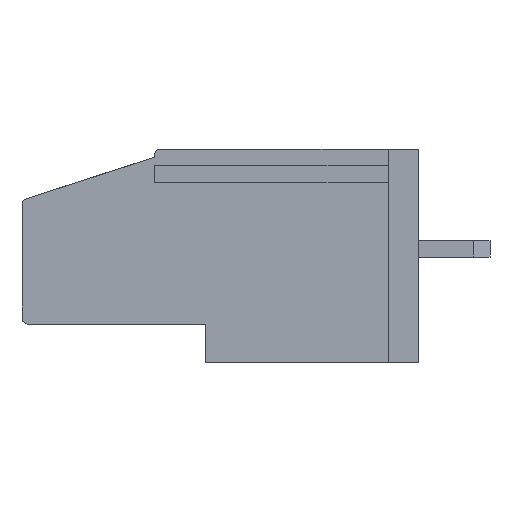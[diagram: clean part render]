
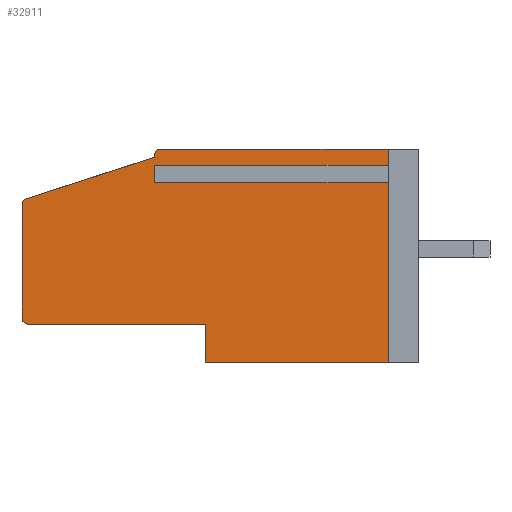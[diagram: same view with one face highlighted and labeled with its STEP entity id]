
A CAD part, left-side view. The second image highlights one B-rep face of the part: STEP entity #32911.
In plain terms, the highlighted planar face has unit normal (-1, 0, 0).
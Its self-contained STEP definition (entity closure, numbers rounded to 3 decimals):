
#4 = DIRECTION ( 'NONE',  ( 0., 0., -1. ) ) ;
#288 = CARTESIAN_POINT ( 'NONE',  ( 0., 10.5, 0. ) ) ;
#291 = CARTESIAN_POINT ( 'NONE',  ( 0., 13., 9.098 ) ) ;
#653 = VERTEX_POINT ( 'NONE', #23158 ) ;
#774 = LINE ( 'NONE', #19264, #5915 ) ;
#837 = VECTOR ( 'NONE', #30990, 1000. ) ;
#1277 = VERTEX_POINT ( 'NONE', #17523 ) ;
#1399 = DIRECTION ( 'NONE',  ( 0., 0., 1. ) ) ;
#1884 = CARTESIAN_POINT ( 'NONE',  ( 0., 19.2, 2.2 ) ) ;
#2419 = CARTESIAN_POINT ( 'NONE',  ( 0., 19.2, 7.782 ) ) ;
#2507 = EDGE_CURVE ( 'NONE', #653, #10975, #23195, .T. ) ;
#2968 = CARTESIAN_POINT ( 'NONE',  ( 0., 19.292, 8.067 ) ) ;
#3128 = AXIS2_PLACEMENT_3D ( 'NONE', #10166, #7688, #20883 ) ;
#3208 = LINE ( 'NONE', #3734, #6235 ) ;
#3271 = CARTESIAN_POINT ( 'NONE',  ( 0., 19.5, 2.2 ) ) ;
#3350 = ORIENTED_EDGE ( 'NONE', *, *, #24552, .T. ) ;
#3397 = DIRECTION ( 'NONE',  ( 0., 0., 1. ) ) ;
#3734 = CARTESIAN_POINT ( 'NONE',  ( 0., 19.5, 1.9 ) ) ;
#4183 = CIRCLE ( 'NONE', #8679, 0.3 ) ;
#4299 = VERTEX_POINT ( 'NONE', #8739 ) ;
#4487 = ORIENTED_EDGE ( 'NONE', *, *, #23710, .T. ) ;
#4868 = PLANE ( 'NONE',  #3128 ) ;
#5915 = VECTOR ( 'NONE', #3397, 1000. ) ;
#6094 = LINE ( 'NONE', #11915, #25783 ) ;
#6235 = VECTOR ( 'NONE', #17282, 1000. ) ;
#6823 = CARTESIAN_POINT ( 'NONE',  ( 0., 1.5, 10.5 ) ) ;
#6928 = VECTOR ( 'NONE', #33917, 1000. ) ;
#7011 = VERTEX_POINT ( 'NONE', #30252 ) ;
#7207 = VERTEX_POINT ( 'NONE', #2968 ) ;
#7354 = DIRECTION ( 'NONE',  ( 0., 0., -1. ) ) ;
#7424 = EDGE_CURVE ( 'NONE', #18560, #19389, #22902, .T. ) ;
#7425 = CARTESIAN_POINT ( 'NONE',  ( 0., 12.7, 10.5 ) ) ;
#7688 = DIRECTION ( 'NONE',  ( 1., 0., 0. ) ) ;
#8012 = DIRECTION ( 'NONE',  ( 0., 0., 1. ) ) ;
#8055 = DIRECTION ( 'NONE',  ( -1., 0., 0. ) ) ;
#8125 = VECTOR ( 'NONE', #33904, 1000. ) ;
#8356 = CARTESIAN_POINT ( 'NONE',  ( 0., 10.5, 1.9 ) ) ;
#8592 = ORIENTED_EDGE ( 'NONE', *, *, #20325, .F. ) ;
#8679 = AXIS2_PLACEMENT_3D ( 'NONE', #31521, #21188, #23449 ) ;
#8739 = CARTESIAN_POINT ( 'NONE',  ( 0., 13., 10.1 ) ) ;
#8790 = CARTESIAN_POINT ( 'NONE',  ( 0., 13., 9.502 ) ) ;
#9763 = EDGE_LOOP ( 'NONE', ( #29661, #20219, #32307, #10705, #14275, #12070, #23156, #26998, #4487, #10991, #12335, #28674, #8592, #14413, #3350 ) ) ;
#9840 = CARTESIAN_POINT ( 'NONE',  ( 0., 19.5, 10.5 ) ) ;
#10166 = CARTESIAN_POINT ( 'NONE',  ( 0., 19.5, 10.5 ) ) ;
#10227 = LINE ( 'NONE', #20935, #21355 ) ;
#10496 = VERTEX_POINT ( 'NONE', #8790 ) ;
#10705 = ORIENTED_EDGE ( 'NONE', *, *, #14568, .F. ) ;
#10975 = VERTEX_POINT ( 'NONE', #17669 ) ;
#10991 = ORIENTED_EDGE ( 'NONE', *, *, #2507, .F. ) ;
#11331 = DIRECTION ( 'NONE',  ( 0., 0., -1. ) ) ;
#11823 = EDGE_CURVE ( 'NONE', #25887, #653, #22193, .T. ) ;
#11843 = VECTOR ( 'NONE', #7354, 1000. ) ;
#11915 = CARTESIAN_POINT ( 'NONE',  ( 0., 19.5, 0. ) ) ;
#12070 = ORIENTED_EDGE ( 'NONE', *, *, #12271, .F. ) ;
#12271 = EDGE_CURVE ( 'NONE', #29531, #7011, #32431, .T. ) ;
#12335 = ORIENTED_EDGE ( 'NONE', *, *, #11823, .F. ) ;
#12979 = DIRECTION ( 'NONE',  ( 0., 0., -1. ) ) ;
#13023 = DIRECTION ( 'NONE',  ( 0., -1., 0. ) ) ;
#13087 = VERTEX_POINT ( 'NONE', #291 ) ;
#13460 = CARTESIAN_POINT ( 'NONE',  ( 0., 1.5, 10.5 ) ) ;
#13497 = EDGE_CURVE ( 'NONE', #7207, #4299, #20755, .T. ) ;
#14275 = ORIENTED_EDGE ( 'NONE', *, *, #17921, .T. ) ;
#14413 = ORIENTED_EDGE ( 'NONE', *, *, #13497, .F. ) ;
#14538 = VERTEX_POINT ( 'NONE', #288 ) ;
#14568 = EDGE_CURVE ( 'NONE', #14538, #27042, #26480, .T. ) ;
#15587 = AXIS2_PLACEMENT_3D ( 'NONE', #1884, #34240, #12979 ) ;
#15664 = EDGE_CURVE ( 'NONE', #27042, #19389, #3208, .T. ) ;
#15740 = CARTESIAN_POINT ( 'NONE',  ( 0., 19.2, 1.9 ) ) ;
#16223 = EDGE_CURVE ( 'NONE', #18560, #31097, #30909, .T. ) ;
#17282 = DIRECTION ( 'NONE',  ( 0., 1., 0. ) ) ;
#17523 = CARTESIAN_POINT ( 'NONE',  ( 0., 13., 10.2 ) ) ;
#17669 = CARTESIAN_POINT ( 'NONE',  ( 0., 1.5, 9.502 ) ) ;
#17921 = EDGE_CURVE ( 'NONE', #14538, #7011, #6094, .T. ) ;
#18059 = VECTOR ( 'NONE', #11331, 1000. ) ;
#18120 = CIRCLE ( 'NONE', #31586, 0.3 ) ;
#18560 = VERTEX_POINT ( 'NONE', #3271 ) ;
#19264 = CARTESIAN_POINT ( 'NONE',  ( 0., 13., 10.1 ) ) ;
#19385 = CARTESIAN_POINT ( 'NONE',  ( 0., 19.5, 10.5 ) ) ;
#19389 = VERTEX_POINT ( 'NONE', #15740 ) ;
#20219 = ORIENTED_EDGE ( 'NONE', *, *, #7424, .T. ) ;
#20325 = EDGE_CURVE ( 'NONE', #4299, #1277, #774, .T. ) ;
#20755 = LINE ( 'NONE', #23723, #8125 ) ;
#20883 = DIRECTION ( 'NONE',  ( 0., 0., -1. ) ) ;
#20935 = CARTESIAN_POINT ( 'NONE',  ( 0., 13., 9.502 ) ) ;
#21188 = DIRECTION ( 'NONE',  ( -1., 0., 0. ) ) ;
#21355 = VECTOR ( 'NONE', #13023, 1000. ) ;
#22193 = LINE ( 'NONE', #19385, #34664 ) ;
#22902 = CIRCLE ( 'NONE', #15587, 0.3 ) ;
#23156 = ORIENTED_EDGE ( 'NONE', *, *, #28592, .F. ) ;
#23158 = CARTESIAN_POINT ( 'NONE',  ( 0., 1.5, 10.5 ) ) ;
#23195 = LINE ( 'NONE', #6823, #11843 ) ;
#23449 = DIRECTION ( 'NONE',  ( 0., 0., -1. ) ) ;
#23710 = EDGE_CURVE ( 'NONE', #10496, #10975, #10227, .T. ) ;
#23723 = CARTESIAN_POINT ( 'NONE',  ( 0., 19.5, 8. ) ) ;
#23731 = CARTESIAN_POINT ( 'NONE',  ( 0., 13., 9.502 ) ) ;
#24131 = CARTESIAN_POINT ( 'NONE',  ( 0., 19.5, 7.782 ) ) ;
#24552 = EDGE_CURVE ( 'NONE', #7207, #31097, #18120, .T. ) ;
#24795 = CARTESIAN_POINT ( 'NONE',  ( 0., 10.5, 1.9 ) ) ;
#25760 = LINE ( 'NONE', #31177, #837 ) ;
#25783 = VECTOR ( 'NONE', #27385, 1000. ) ;
#25871 = EDGE_CURVE ( 'NONE', #25887, #1277, #4183, .T. ) ;
#25887 = VERTEX_POINT ( 'NONE', #7425 ) ;
#26480 = LINE ( 'NONE', #8356, #32886 ) ;
#26998 = ORIENTED_EDGE ( 'NONE', *, *, #31294, .F. ) ;
#27042 = VERTEX_POINT ( 'NONE', #24795 ) ;
#27385 = DIRECTION ( 'NONE',  ( 0., -1., 0. ) ) ;
#28592 = EDGE_CURVE ( 'NONE', #13087, #29531, #25760, .T. ) ;
#28674 = ORIENTED_EDGE ( 'NONE', *, *, #25871, .T. ) ;
#29531 = VERTEX_POINT ( 'NONE', #29921 ) ;
#29661 = ORIENTED_EDGE ( 'NONE', *, *, #16223, .F. ) ;
#29921 = CARTESIAN_POINT ( 'NONE',  ( 0., 1.5, 9.098 ) ) ;
#30073 = DIRECTION ( 'NONE',  ( 0., -1., 0. ) ) ;
#30252 = CARTESIAN_POINT ( 'NONE',  ( 0., 1.5, 0. ) ) ;
#30909 = LINE ( 'NONE', #9840, #32966 ) ;
#30990 = DIRECTION ( 'NONE',  ( 0., -1., 0. ) ) ;
#31097 = VERTEX_POINT ( 'NONE', #24131 ) ;
#31177 = CARTESIAN_POINT ( 'NONE',  ( 0., 13., 9.098 ) ) ;
#31294 = EDGE_CURVE ( 'NONE', #10496, #13087, #34443, .T. ) ;
#31521 = CARTESIAN_POINT ( 'NONE',  ( 0., 12.7, 10.2 ) ) ;
#31586 = AXIS2_PLACEMENT_3D ( 'NONE', #2419, #8055, #4 ) ;
#31770 = FACE_OUTER_BOUND ( 'NONE', #9763, .T. ) ;
#32307 = ORIENTED_EDGE ( 'NONE', *, *, #15664, .F. ) ;
#32431 = LINE ( 'NONE', #13460, #18059 ) ;
#32886 = VECTOR ( 'NONE', #8012, 1000. ) ;
#32911 = ADVANCED_FACE ( 'NONE', ( #31770 ), #4868, .F. ) ;
#32966 = VECTOR ( 'NONE', #1399, 1000. ) ;
#33904 = DIRECTION ( 'NONE',  ( 0., -0.952, 0.307 ) ) ;
#33917 = DIRECTION ( 'NONE',  ( 0., 0., -1. ) ) ;
#34240 = DIRECTION ( 'NONE',  ( -1., 0., 0. ) ) ;
#34443 = LINE ( 'NONE', #23731, #6928 ) ;
#34664 = VECTOR ( 'NONE', #30073, 1000. ) ;
